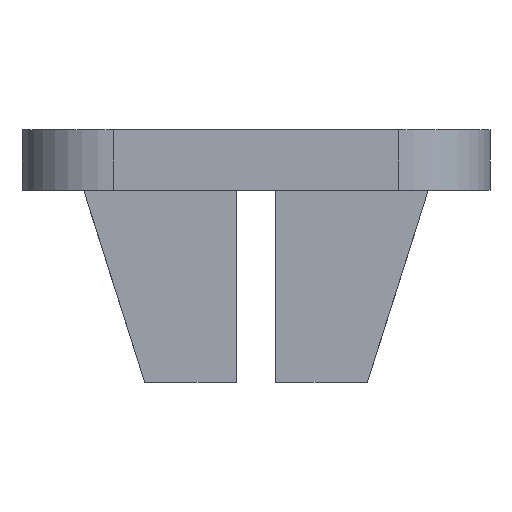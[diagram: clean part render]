
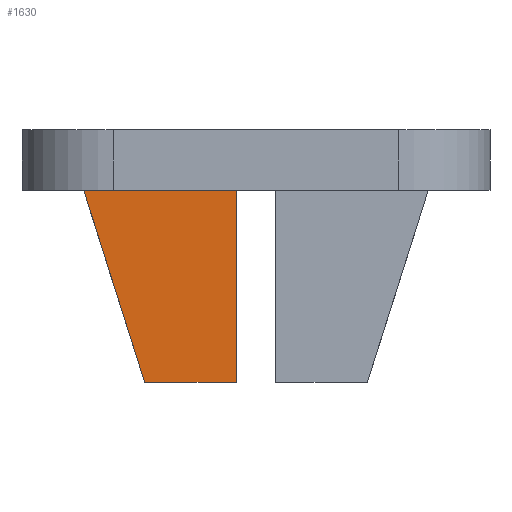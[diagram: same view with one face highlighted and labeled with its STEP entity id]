
A CAD part, front view. The second image highlights one B-rep face of the part: STEP entity #1630.
In plain terms, the highlighted planar face has unit normal (0, -1, 0).
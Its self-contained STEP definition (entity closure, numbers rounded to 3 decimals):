
#128 = PLANE('',#129);
#129 = AXIS2_PLACEMENT_3D('',#130,#131,#132);
#130 = CARTESIAN_POINT('',(0.,0.,0.));
#131 = DIRECTION('',(0.,0.,1.));
#132 = DIRECTION('',(1.,0.,0.));
#462 = VERTEX_POINT('',#463);
#463 = CARTESIAN_POINT('',(-0.826,-37.5,0.));
#477 = PLANE('',#478);
#478 = AXIS2_PLACEMENT_3D('',#479,#480,#481);
#479 = CARTESIAN_POINT('',(-0.826,37.5,0.));
#480 = DIRECTION('',(1.,0.,0.));
#481 = DIRECTION('',(0.,0.,-1.));
#489 = EDGE_CURVE('',#490,#462,#492,.T.);
#490 = VERTEX_POINT('',#491);
#491 = CARTESIAN_POINT('',(-7.176,-37.5,0.));
#492 = SURFACE_CURVE('',#493,(#497,#504),.PCURVE_S1.);
#493 = LINE('',#494,#495);
#494 = CARTESIAN_POINT('',(-7.176,-37.5,0.));
#495 = VECTOR('',#496,1.);
#496 = DIRECTION('',(1.,0.,0.));
#497 = PCURVE('',#128,#498);
#498 = DEFINITIONAL_REPRESENTATION('',(#499),#503);
#499 = LINE('',#500,#501);
#500 = CARTESIAN_POINT('',(-7.176,-37.5));
#501 = VECTOR('',#502,1.);
#502 = DIRECTION('',(1.,0.));
#503 = ( GEOMETRIC_REPRESENTATION_CONTEXT(2) 
PARAMETRIC_REPRESENTATION_CONTEXT() REPRESENTATION_CONTEXT('2D SPACE',''
  ) );
#504 = PCURVE('',#505,#510);
#505 = PLANE('',#506);
#506 = AXIS2_PLACEMENT_3D('',#507,#508,#509);
#507 = CARTESIAN_POINT('',(0.,-37.5,-3.617));
#508 = DIRECTION('',(0.,1.,0.));
#509 = DIRECTION('',(0.,0.,1.));
#510 = DEFINITIONAL_REPRESENTATION('',(#511),#515);
#511 = LINE('',#512,#513);
#512 = CARTESIAN_POINT('',(3.617,-7.175));
#513 = VECTOR('',#514,1.);
#514 = DIRECTION('',(0.,1.));
#515 = ( GEOMETRIC_REPRESENTATION_CONTEXT(2) 
PARAMETRIC_REPRESENTATION_CONTEXT() REPRESENTATION_CONTEXT('2D SPACE',''
  ) );
#531 = PLANE('',#532);
#532 = AXIS2_PLACEMENT_3D('',#533,#534,#535);
#533 = CARTESIAN_POINT('',(-4.636,37.5,-8.));
#534 = DIRECTION('',(-0.953,0.,-0.303));
#535 = DIRECTION('',(-0.303,0.,0.953));
#1410 = PLANE('',#1411);
#1411 = AXIS2_PLACEMENT_3D('',#1412,#1413,#1414);
#1412 = CARTESIAN_POINT('',(-0.826,37.5,-8.));
#1413 = DIRECTION('',(-0.,0.,-1.));
#1414 = DIRECTION('',(-1.,0.,0.));
#1449 = VERTEX_POINT('',#1450);
#1450 = CARTESIAN_POINT('',(-4.636,-37.5,-8.));
#1471 = EDGE_CURVE('',#1449,#490,#1472,.T.);
#1472 = SURFACE_CURVE('',#1473,(#1477,#1484),.PCURVE_S1.);
#1473 = LINE('',#1474,#1475);
#1474 = CARTESIAN_POINT('',(-4.636,-37.5,-8.));
#1475 = VECTOR('',#1476,1.);
#1476 = DIRECTION('',(-0.303,0.,0.953));
#1477 = PCURVE('',#531,#1478);
#1478 = DEFINITIONAL_REPRESENTATION('',(#1479),#1483);
#1479 = LINE('',#1480,#1481);
#1480 = CARTESIAN_POINT('',(0.,-75.));
#1481 = VECTOR('',#1482,1.);
#1482 = DIRECTION('',(1.,0.));
#1483 = ( GEOMETRIC_REPRESENTATION_CONTEXT(2) 
PARAMETRIC_REPRESENTATION_CONTEXT() REPRESENTATION_CONTEXT('2D SPACE',''
  ) );
#1484 = PCURVE('',#505,#1485);
#1485 = DEFINITIONAL_REPRESENTATION('',(#1486),#1490);
#1486 = LINE('',#1487,#1488);
#1487 = CARTESIAN_POINT('',(-4.383,-4.635));
#1488 = VECTOR('',#1489,1.);
#1489 = DIRECTION('',(0.953,-0.303));
#1490 = ( GEOMETRIC_REPRESENTATION_CONTEXT(2) 
PARAMETRIC_REPRESENTATION_CONTEXT() REPRESENTATION_CONTEXT('2D SPACE',''
  ) );
#1556 = EDGE_CURVE('',#462,#1557,#1559,.T.);
#1557 = VERTEX_POINT('',#1558);
#1558 = CARTESIAN_POINT('',(-0.826,-37.5,-8.));
#1559 = SURFACE_CURVE('',#1560,(#1564,#1571),.PCURVE_S1.);
#1560 = LINE('',#1561,#1562);
#1561 = CARTESIAN_POINT('',(-0.826,-37.5,0.));
#1562 = VECTOR('',#1563,1.);
#1563 = DIRECTION('',(0.,0.,-1.));
#1564 = PCURVE('',#477,#1565);
#1565 = DEFINITIONAL_REPRESENTATION('',(#1566),#1570);
#1566 = LINE('',#1567,#1568);
#1567 = CARTESIAN_POINT('',(0.,-75.));
#1568 = VECTOR('',#1569,1.);
#1569 = DIRECTION('',(1.,0.));
#1570 = ( GEOMETRIC_REPRESENTATION_CONTEXT(2) 
PARAMETRIC_REPRESENTATION_CONTEXT() REPRESENTATION_CONTEXT('2D SPACE',''
  ) );
#1571 = PCURVE('',#505,#1572);
#1572 = DEFINITIONAL_REPRESENTATION('',(#1573),#1577);
#1573 = LINE('',#1574,#1575);
#1574 = CARTESIAN_POINT('',(3.617,-0.825));
#1575 = VECTOR('',#1576,1.);
#1576 = DIRECTION('',(-1.,0.));
#1577 = ( GEOMETRIC_REPRESENTATION_CONTEXT(2) 
PARAMETRIC_REPRESENTATION_CONTEXT() REPRESENTATION_CONTEXT('2D SPACE',''
  ) );
#1630 = ADVANCED_FACE('',(#1631),#505,.F.);
#1631 = FACE_BOUND('',#1632,.F.);
#1632 = EDGE_LOOP('',(#1633,#1634,#1655,#1656));
#1633 = ORIENTED_EDGE('',*,*,#1556,.T.);
#1634 = ORIENTED_EDGE('',*,*,#1635,.T.);
#1635 = EDGE_CURVE('',#1557,#1449,#1636,.T.);
#1636 = SURFACE_CURVE('',#1637,(#1641,#1648),.PCURVE_S1.);
#1637 = LINE('',#1638,#1639);
#1638 = CARTESIAN_POINT('',(-0.826,-37.5,-8.));
#1639 = VECTOR('',#1640,1.);
#1640 = DIRECTION('',(-1.,0.,0.));
#1641 = PCURVE('',#505,#1642);
#1642 = DEFINITIONAL_REPRESENTATION('',(#1643),#1647);
#1643 = LINE('',#1644,#1645);
#1644 = CARTESIAN_POINT('',(-4.383,-0.825));
#1645 = VECTOR('',#1646,1.);
#1646 = DIRECTION('',(0.,-1.));
#1647 = ( GEOMETRIC_REPRESENTATION_CONTEXT(2) 
PARAMETRIC_REPRESENTATION_CONTEXT() REPRESENTATION_CONTEXT('2D SPACE',''
  ) );
#1648 = PCURVE('',#1410,#1649);
#1649 = DEFINITIONAL_REPRESENTATION('',(#1650),#1654);
#1650 = LINE('',#1651,#1652);
#1651 = CARTESIAN_POINT('',(0.,-75.));
#1652 = VECTOR('',#1653,1.);
#1653 = DIRECTION('',(1.,0.));
#1654 = ( GEOMETRIC_REPRESENTATION_CONTEXT(2) 
PARAMETRIC_REPRESENTATION_CONTEXT() REPRESENTATION_CONTEXT('2D SPACE',''
  ) );
#1655 = ORIENTED_EDGE('',*,*,#1471,.T.);
#1656 = ORIENTED_EDGE('',*,*,#489,.T.);
